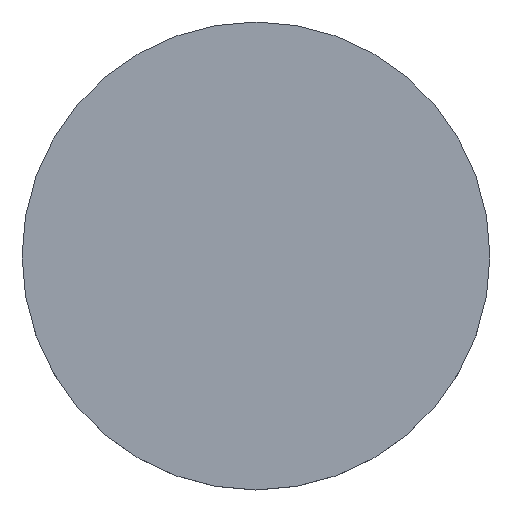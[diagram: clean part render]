
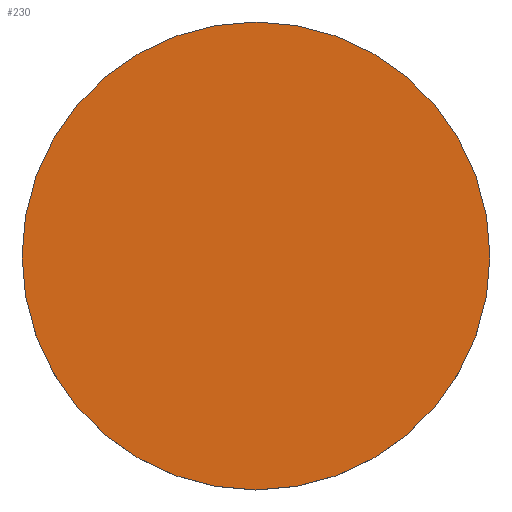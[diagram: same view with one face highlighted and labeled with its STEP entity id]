
A CAD part, top view. The second image highlights one B-rep face of the part: STEP entity #230.
In plain terms, the highlighted planar face has unit normal (0, 0, 1).
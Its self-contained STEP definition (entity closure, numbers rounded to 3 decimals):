
#6 = CARTESIAN_POINT ( 'NONE',  ( 12.7, 0., 4. ) ) ;
#13 = EDGE_CURVE ( 'NONE', #105, #229, #70, .T. ) ;
#17 = DIRECTION ( 'NONE',  ( 0., 0., 1. ) ) ;
#22 = DIRECTION ( 'NONE',  ( 0., 0., -1. ) ) ;
#24 = CARTESIAN_POINT ( 'NONE',  ( 0., 0., 4. ) ) ;
#28 = ORIENTED_EDGE ( 'NONE', *, *, #13, .F. ) ;
#43 = CARTESIAN_POINT ( 'NONE',  ( 0., 0., 4. ) ) ;
#64 = AXIS2_PLACEMENT_3D ( 'NONE', #24, #197, #101 ) ;
#68 = CIRCLE ( 'NONE', #64, 12.7 ) ;
#70 = CIRCLE ( 'NONE', #170, 12.7 ) ;
#82 = DIRECTION ( 'NONE',  ( 1., 0., 0. ) ) ;
#91 = PLANE ( 'NONE',  #156 ) ;
#101 = DIRECTION ( 'NONE',  ( 1., 0., 0. ) ) ;
#105 = VERTEX_POINT ( 'NONE', #139 ) ;
#110 = ORIENTED_EDGE ( 'NONE', *, *, #138, .F. ) ;
#134 = EDGE_LOOP ( 'NONE', ( #110, #28 ) ) ;
#138 = EDGE_CURVE ( 'NONE', #229, #105, #68, .T. ) ;
#139 = CARTESIAN_POINT ( 'NONE',  ( -12.7, 0., 4. ) ) ;
#151 = CARTESIAN_POINT ( 'NONE',  ( 0., 26.112, 4. ) ) ;
#153 = FACE_OUTER_BOUND ( 'NONE', #134, .T. ) ;
#156 = AXIS2_PLACEMENT_3D ( 'NONE', #151, #17, #172 ) ;
#170 = AXIS2_PLACEMENT_3D ( 'NONE', #43, #22, #82 ) ;
#172 = DIRECTION ( 'NONE',  ( 1., 0., 0. ) ) ;
#197 = DIRECTION ( 'NONE',  ( 0., 0., -1. ) ) ;
#229 = VERTEX_POINT ( 'NONE', #6 ) ;
#230 = ADVANCED_FACE ( 'NONE', ( #153 ), #91, .T. ) ;
